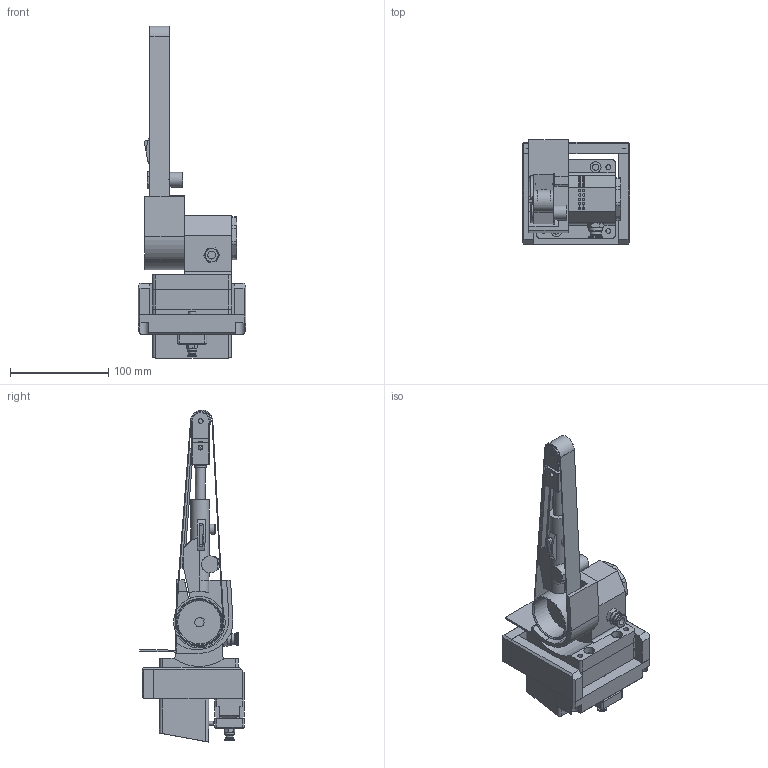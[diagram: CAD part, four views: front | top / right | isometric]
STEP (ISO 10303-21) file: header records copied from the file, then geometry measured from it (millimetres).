
FILE_DESCRIPTION (( 'STEP AP214' ), '1' );
FILE_NAME ('BS400A_1141030.STEP', '2025-10-30T06:01:13', ( '' ), ( '' ), 'SwSTEP 2.0', 'SolidWorks 2022', '' );
FILE_SCHEMA (( 'AUTOMOTIVE_DESIGN' ));
Length unit declared in the file: millimetre
Products named in the file (1): BS400A_1141030
Bounding box: 110 x 106.3 x 338.37 mm (x, y, z)
Surface area: 170424.5 mm2 (no closed solid volume)
Topology: 0 solids, 32 shells, 406 faces, 1204 edges, 809 vertices
Faces by surface type: plane 225, cylinder 142, cone 22, torus 12, sphere 5
Full cylindrical faces by diameter (mm): 2.5 x20, 3 x1, 4 x3, 4.2 x4, 5 x4, 5.5 x4, 6 x1, 6.5 x4, 6.6 x1, 7.5 x2, 8 x2, 9.7 x1, 9.9 x1, 10 x6, 11 x8, 11.34 x1, 11.4 x2, 12 x2, 13.7 x1, 13.8 x1, 15 x1, 19 x1, 44 x1, 48 x1, 52.5 x1
Entity records: 18238 total; most frequent: CARTESIAN_POINT 3373, DIRECTION 2185, ORIENTED_EDGE 1807, EDGE_CURVE 1064, AXIS2_PLACEMENT_3D 792, VERTEX_POINT 776, EDGE_LOOP 636, LINE 601
